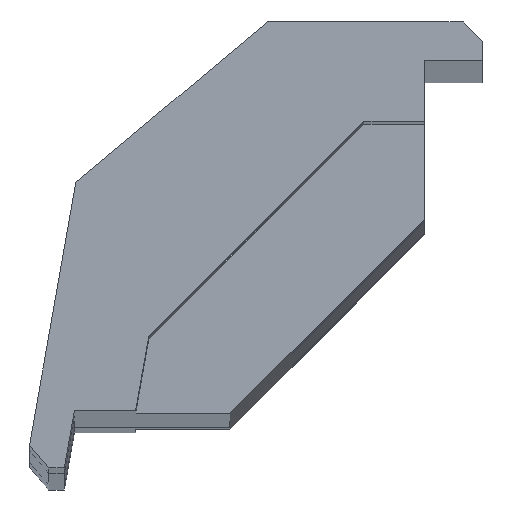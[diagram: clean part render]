
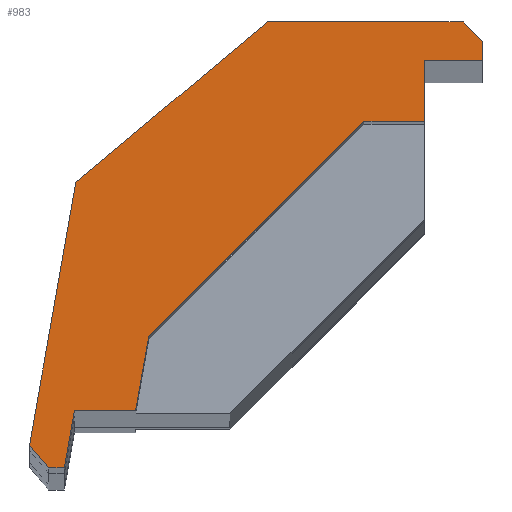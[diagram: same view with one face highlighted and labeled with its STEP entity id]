
A CAD part, left-side view. The second image highlights one B-rep face of the part: STEP entity #983.
In plain terms, the highlighted face is planar.
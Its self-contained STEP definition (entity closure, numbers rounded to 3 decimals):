
#3 = DIRECTION ( 'NONE',  ( 0.174, 0., -0.985 ) ) ;
#28 = DIRECTION ( 'NONE',  ( -0.707, 0., 0.707 ) ) ;
#31 = ORIENTED_EDGE ( 'NONE', *, *, #1423, .T. ) ;
#68 = CARTESIAN_POINT ( 'NONE',  ( 139.533, 0., 82.046 ) ) ;
#94 = EDGE_LOOP ( 'NONE', ( #566, #122, #1568, #164, #817, #1173, #928, #1223, #1707, #917, #1283, #278, #178, #31 ) ) ;
#98 = VECTOR ( 'NONE', #1086, 1000. ) ;
#99 = LINE ( 'NONE', #793, #1771 ) ;
#101 = FACE_OUTER_BOUND ( 'NONE', #94, .T. ) ;
#122 = ORIENTED_EDGE ( 'NONE', *, *, #606, .T. ) ;
#139 = VECTOR ( 'NONE', #731, 1000. ) ;
#164 = ORIENTED_EDGE ( 'NONE', *, *, #194, .F. ) ;
#165 = EDGE_CURVE ( 'NONE', #1527, #622, #1513, .T. ) ;
#168 = CARTESIAN_POINT ( 'NONE',  ( 137.012, 0., 85. ) ) ;
#174 = LINE ( 'NONE', #185, #988 ) ;
#178 = ORIENTED_EDGE ( 'NONE', *, *, #251, .T. ) ;
#182 = EDGE_CURVE ( 'NONE', #1345, #280, #1379, .T. ) ;
#185 = CARTESIAN_POINT ( 'NONE',  ( 133.012, 0., 89. ) ) ;
#194 = EDGE_CURVE ( 'NONE', #908, #1535, #517, .T. ) ;
#219 = CARTESIAN_POINT ( 'NONE',  ( 0., 0., 103. ) ) ;
#223 = CARTESIAN_POINT ( 'NONE',  ( 0., 0., 0. ) ) ;
#242 = DIRECTION ( 'NONE',  ( 0.707, 0., 0.707 ) ) ;
#251 = EDGE_CURVE ( 'NONE', #622, #253, #563, .T. ) ;
#253 = VERTEX_POINT ( 'NONE', #1681 ) ;
#261 = CARTESIAN_POINT ( 'NONE',  ( 0., 0., 105. ) ) ;
#265 = LINE ( 'NONE', #274, #828 ) ;
#274 = CARTESIAN_POINT ( 'NONE',  ( 0., 0., 99.9 ) ) ;
#278 = ORIENTED_EDGE ( 'NONE', *, *, #165, .T. ) ;
#280 = VERTEX_POINT ( 'NONE', #683 ) ;
#307 = CARTESIAN_POINT ( 'NONE',  ( 0., 0., 85. ) ) ;
#315 = CARTESIAN_POINT ( 'NONE',  ( 140.418, 0., 47.83 ) ) ;
#328 = VECTOR ( 'NONE', #520, 1000. ) ;
#347 = DIRECTION ( 'NONE',  ( 0.174, 0., -0.985 ) ) ;
#382 = DIRECTION ( 'NONE',  ( 0., -1., 0. ) ) ;
#391 = CARTESIAN_POINT ( 'NONE',  ( 119.012, 0., 110. ) ) ;
#398 = EDGE_CURVE ( 'NONE', #1345, #1527, #1760, .T. ) ;
#413 = CARTESIAN_POINT ( 'NONE',  ( 154., 0., 0. ) ) ;
#436 = VECTOR ( 'NONE', #242, 1000. ) ;
#460 = CARTESIAN_POINT ( 'NONE',  ( 116.012, 0., 103. ) ) ;
#492 = VERTEX_POINT ( 'NONE', #1280 ) ;
#499 = CARTESIAN_POINT ( 'NONE',  ( 122.112, 0., 99.9 ) ) ;
#517 = LINE ( 'NONE', #1800, #98 ) ;
#520 = DIRECTION ( 'NONE',  ( 0., 0., 1. ) ) ;
#522 = EDGE_CURVE ( 'NONE', #1421, #1661, #1305, .T. ) ;
#536 = EDGE_CURVE ( 'NONE', #492, #1806, #265, .T. ) ;
#563 = LINE ( 'NONE', #261, #1068 ) ;
#566 = ORIENTED_EDGE ( 'NONE', *, *, #522, .T. ) ;
#592 = VECTOR ( 'NONE', #1752, 1000. ) ;
#603 = CARTESIAN_POINT ( 'NONE',  ( 116.012, 0., 103. ) ) ;
#606 = EDGE_CURVE ( 'NONE', #1661, #794, #1444, .T. ) ;
#622 = VERTEX_POINT ( 'NONE', #741 ) ;
#652 = DIRECTION ( 'NONE',  ( -1., 0., 0. ) ) ;
#682 = VECTOR ( 'NONE', #652, 1000. ) ;
#683 = CARTESIAN_POINT ( 'NONE',  ( 119.012, 0., 103. ) ) ;
#731 = DIRECTION ( 'NONE',  ( 1., 0., 0. ) ) ;
#741 = CARTESIAN_POINT ( 'NONE',  ( 117.012, 0., 105. ) ) ;
#793 = CARTESIAN_POINT ( 'NONE',  ( 127.095, 0., 105. ) ) ;
#794 = VERTEX_POINT ( 'NONE', #1530 ) ;
#815 = CARTESIAN_POINT ( 'NONE',  ( 116.012, 0., 104. ) ) ;
#817 = ORIENTED_EDGE ( 'NONE', *, *, #1228, .F. ) ;
#828 = VECTOR ( 'NONE', #855, 1000. ) ;
#855 = DIRECTION ( 'NONE',  ( 1., 0., 0. ) ) ;
#899 = CARTESIAN_POINT ( 'NONE',  ( 133.191, 0., 88.822 ) ) ;
#908 = VERTEX_POINT ( 'NONE', #168 ) ;
#917 = ORIENTED_EDGE ( 'NONE', *, *, #182, .F. ) ;
#921 = CARTESIAN_POINT ( 'NONE',  ( 117.012, 0., 105. ) ) ;
#928 = ORIENTED_EDGE ( 'NONE', *, *, #1744, .T. ) ;
#983 = ADVANCED_FACE ( 'NONE', ( #101 ), #1668, .F. ) ;
#988 = VECTOR ( 'NONE', #28, 1000. ) ;
#997 = VERTEX_POINT ( 'NONE', #1676 ) ;
#1068 = VECTOR ( 'NONE', #1414, 1000. ) ;
#1086 = DIRECTION ( 'NONE',  ( 0.174, 0., -0.985 ) ) ;
#1173 = ORIENTED_EDGE ( 'NONE', *, *, #1327, .F. ) ;
#1176 = CARTESIAN_POINT ( 'NONE',  ( 139.326, 0., 83.219 ) ) ;
#1221 = DIRECTION ( 'NONE',  ( 0.766, 0., -0.643 ) ) ;
#1223 = ORIENTED_EDGE ( 'NONE', *, *, #536, .F. ) ;
#1228 = EDGE_CURVE ( 'NONE', #997, #908, #1308, .T. ) ;
#1250 = CARTESIAN_POINT ( 'NONE',  ( 136.943, 0., 96.736 ) ) ;
#1261 = VECTOR ( 'NONE', #347, 1000. ) ;
#1280 = CARTESIAN_POINT ( 'NONE',  ( 119.012, 0., 99.9 ) ) ;
#1283 = ORIENTED_EDGE ( 'NONE', *, *, #398, .T. ) ;
#1305 = LINE ( 'NONE', #413, #1701 ) ;
#1307 = CARTESIAN_POINT ( 'NONE',  ( 137.533, 0., 82.046 ) ) ;
#1308 = LINE ( 'NONE', #307, #139 ) ;
#1323 = AXIS2_PLACEMENT_3D ( 'NONE', #223, #382, #1536 ) ;
#1327 = EDGE_CURVE ( 'NONE', #1330, #997, #1748, .T. ) ;
#1330 = VERTEX_POINT ( 'NONE', #899 ) ;
#1345 = VERTEX_POINT ( 'NONE', #460 ) ;
#1373 = VECTOR ( 'NONE', #1595, 1000. ) ;
#1379 = LINE ( 'NONE', #219, #1552 ) ;
#1414 = DIRECTION ( 'NONE',  ( 1., 0., 0. ) ) ;
#1421 = VERTEX_POINT ( 'NONE', #1250 ) ;
#1423 = EDGE_CURVE ( 'NONE', #253, #1421, #99, .T. ) ;
#1444 = LINE ( 'NONE', #1453, #592 ) ;
#1453 = CARTESIAN_POINT ( 'NONE',  ( 138.341, 0., 82.046 ) ) ;
#1494 = EDGE_CURVE ( 'NONE', #794, #1535, #1673, .T. ) ;
#1502 = DIRECTION ( 'NONE',  ( 1., 0., 0. ) ) ;
#1510 = EDGE_CURVE ( 'NONE', #492, #280, #1685, .T. ) ;
#1513 = LINE ( 'NONE', #921, #436 ) ;
#1527 = VERTEX_POINT ( 'NONE', #815 ) ;
#1530 = CARTESIAN_POINT ( 'NONE',  ( 138.341, 0., 82.046 ) ) ;
#1535 = VERTEX_POINT ( 'NONE', #1307 ) ;
#1536 = DIRECTION ( 'NONE',  ( 0., 0., -1. ) ) ;
#1552 = VECTOR ( 'NONE', #1502, 1000. ) ;
#1568 = ORIENTED_EDGE ( 'NONE', *, *, #1494, .T. ) ;
#1595 = DIRECTION ( 'NONE',  ( 0., 0., 1. ) ) ;
#1661 = VERTEX_POINT ( 'NONE', #1176 ) ;
#1668 = PLANE ( 'NONE',  #1323 ) ;
#1673 = LINE ( 'NONE', #68, #682 ) ;
#1676 = CARTESIAN_POINT ( 'NONE',  ( 133.864, 0., 85. ) ) ;
#1681 = CARTESIAN_POINT ( 'NONE',  ( 127.095, 0., 105. ) ) ;
#1685 = LINE ( 'NONE', #391, #328 ) ;
#1701 = VECTOR ( 'NONE', #3, 1000. ) ;
#1707 = ORIENTED_EDGE ( 'NONE', *, *, #1510, .T. ) ;
#1744 = EDGE_CURVE ( 'NONE', #1330, #1806, #174, .T. ) ;
#1748 = LINE ( 'NONE', #315, #1261 ) ;
#1752 = DIRECTION ( 'NONE',  ( -0.643, 0., -0.766 ) ) ;
#1760 = LINE ( 'NONE', #603, #1373 ) ;
#1771 = VECTOR ( 'NONE', #1221, 1000. ) ;
#1800 = CARTESIAN_POINT ( 'NONE',  ( 143.471, 0., 48.368 ) ) ;
#1806 = VERTEX_POINT ( 'NONE', #499 ) ;
